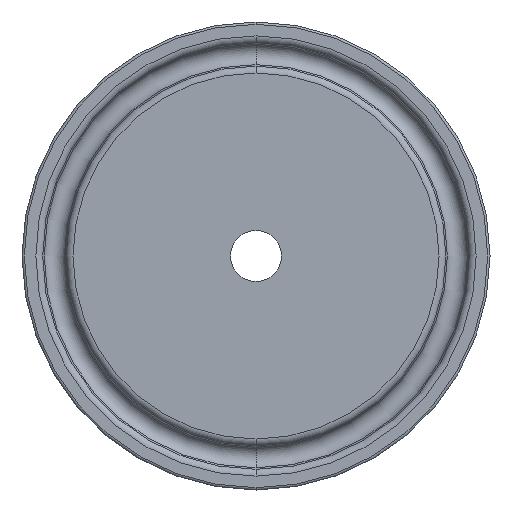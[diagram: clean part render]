
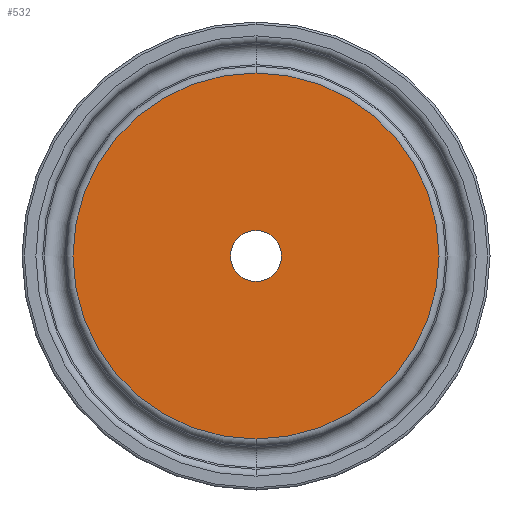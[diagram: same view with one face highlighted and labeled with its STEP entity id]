
A CAD part, front view. The second image highlights one B-rep face of the part: STEP entity #532.
In plain terms, the highlighted planar face has unit normal (0, -1, 0).
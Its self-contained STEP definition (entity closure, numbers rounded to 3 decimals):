
#13 = DIRECTION ( 'NONE',  ( 0., 0., 1. ) ) ;
#81 = DIRECTION ( 'NONE',  ( 0., 0., 1. ) ) ;
#85 = EDGE_CURVE ( 'NONE', #1209, #932, #795, .T. ) ;
#87 = AXIS2_PLACEMENT_3D ( 'NONE', #1188, #225, #1769 ) ;
#89 = ORIENTED_EDGE ( 'NONE', *, *, #1412, .T. ) ;
#219 = DIRECTION ( 'NONE',  ( 0., 1., 0. ) ) ;
#225 = DIRECTION ( 'NONE',  ( 0., -1., 0. ) ) ;
#272 = CIRCLE ( 'NONE', #276, 2.75 ) ;
#276 = AXIS2_PLACEMENT_3D ( 'NONE', #1005, #1287, #1563 ) ;
#344 = DIRECTION ( 'NONE',  ( 0., -1., 0. ) ) ;
#503 = FACE_BOUND ( 'NONE', #546, .T. ) ;
#519 = AXIS2_PLACEMENT_3D ( 'NONE', #1330, #344, #1217 ) ;
#523 = CARTESIAN_POINT ( 'NONE',  ( 0., 0., 0. ) ) ;
#524 = CIRCLE ( 'NONE', #87, 19.747 ) ;
#532 = ADVANCED_FACE ( 'NONE', ( #1468, #503 ), #755, .F. ) ;
#546 = EDGE_LOOP ( 'NONE', ( #1649, #1019 ) ) ;
#603 = EDGE_CURVE ( 'NONE', #904, #1446, #1437, .T. ) ;
#660 = EDGE_LOOP ( 'NONE', ( #89, #1074 ) ) ;
#697 = DIRECTION ( 'NONE',  ( 0., 1., 0. ) ) ;
#755 = PLANE ( 'NONE',  #1032 ) ;
#795 = CIRCLE ( 'NONE', #519, 19.747 ) ;
#904 = VERTEX_POINT ( 'NONE', #1201 ) ;
#926 = CARTESIAN_POINT ( 'NONE',  ( 2.75, 0., 0. ) ) ;
#932 = VERTEX_POINT ( 'NONE', #1478 ) ;
#1005 = CARTESIAN_POINT ( 'NONE',  ( 0., 0., 0. ) ) ;
#1019 = ORIENTED_EDGE ( 'NONE', *, *, #603, .T. ) ;
#1032 = AXIS2_PLACEMENT_3D ( 'NONE', #926, #219, #81 ) ;
#1074 = ORIENTED_EDGE ( 'NONE', *, *, #85, .T. ) ;
#1161 = CARTESIAN_POINT ( 'NONE',  ( 0., 0., -19.747 ) ) ;
#1188 = CARTESIAN_POINT ( 'NONE',  ( 0., 0., 0. ) ) ;
#1201 = CARTESIAN_POINT ( 'NONE',  ( 0., 0., 2.75 ) ) ;
#1209 = VERTEX_POINT ( 'NONE', #1161 ) ;
#1217 = DIRECTION ( 'NONE',  ( 0., 0., 1. ) ) ;
#1287 = DIRECTION ( 'NONE',  ( 0., 1., 0. ) ) ;
#1330 = CARTESIAN_POINT ( 'NONE',  ( 0., 0., 0. ) ) ;
#1412 = EDGE_CURVE ( 'NONE', #932, #1209, #524, .T. ) ;
#1437 = CIRCLE ( 'NONE', #1528, 2.75 ) ;
#1446 = VERTEX_POINT ( 'NONE', #1776 ) ;
#1468 = FACE_OUTER_BOUND ( 'NONE', #660, .T. ) ;
#1478 = CARTESIAN_POINT ( 'NONE',  ( 0., 0., 19.747 ) ) ;
#1528 = AXIS2_PLACEMENT_3D ( 'NONE', #523, #697, #13 ) ;
#1563 = DIRECTION ( 'NONE',  ( 0., 0., 1. ) ) ;
#1649 = ORIENTED_EDGE ( 'NONE', *, *, #1675, .T. ) ;
#1675 = EDGE_CURVE ( 'NONE', #1446, #904, #272, .T. ) ;
#1769 = DIRECTION ( 'NONE',  ( 0., 0., 1. ) ) ;
#1776 = CARTESIAN_POINT ( 'NONE',  ( 0., 0., -2.75 ) ) ;
